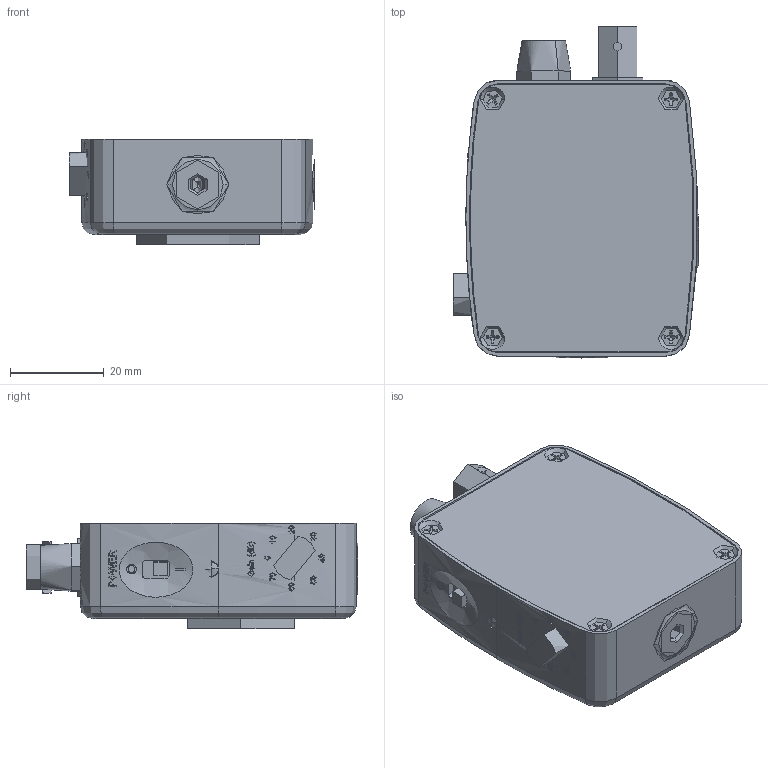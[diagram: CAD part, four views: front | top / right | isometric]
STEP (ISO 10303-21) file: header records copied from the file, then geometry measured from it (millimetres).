
FILE_DESCRIPTION (( 'STEP AP214' ), '1' );
FILE_NAME ('TTN135000-E0W.STEP', '2019-04-04T16:02:55', ( '' ), ( '' ), 'SwSTEP 2.0', 'SolidWorks 2018', '' );
FILE_SCHEMA (( 'AUTOMOTIVE_DESIGN' ));
Length unit declared in the file: inch
Products named in the file (1): TTN135000-E0W
Bounding box: 52.48 x 70.9 x 22.48 mm (x, y, z)
Topology: 159 solids, 160 shells, 6151 faces, 16079 edges, 10311 vertices
Faces by surface type: plane 3515, cylinder 1522, bspline 844, cone 198, torus 66, sphere 6
Entity records: 305839 total; most frequent: CARTESIAN_POINT 78583, ORIENTED_EDGE 31738, DIRECTION 27428, EDGE_CURVE 15869, VECTOR 10584, LINE 10584, VERTEX_POINT 10311, AXIS2_PLACEMENT_3D 8422
